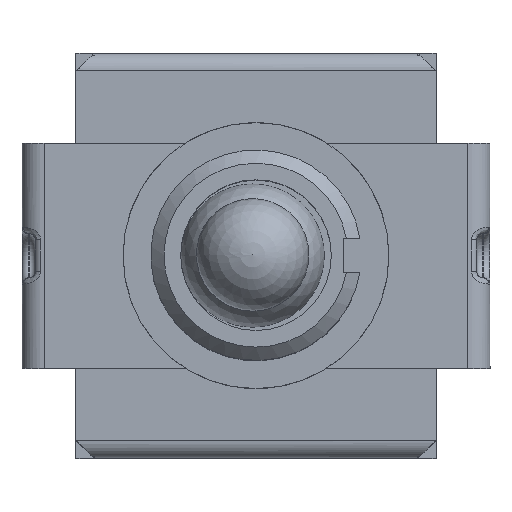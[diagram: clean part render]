
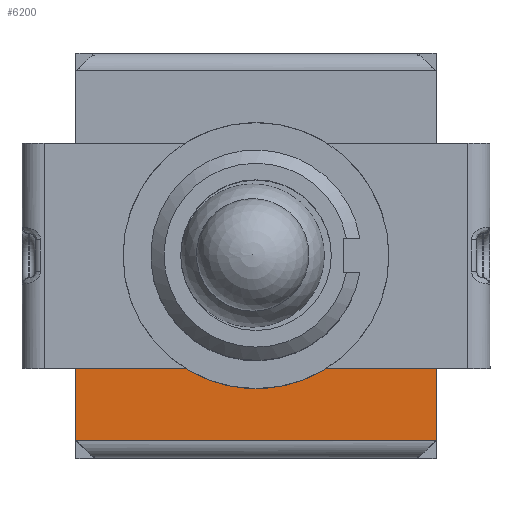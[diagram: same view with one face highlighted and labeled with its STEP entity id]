
A CAD part, top view. The second image highlights one B-rep face of the part: STEP entity #6200.
In plain terms, the highlighted planar face has unit normal (0, 0, 1).
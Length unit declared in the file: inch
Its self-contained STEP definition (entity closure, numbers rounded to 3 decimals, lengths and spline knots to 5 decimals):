
#642=FACE_OUTER_BOUND('',#997,.T.);
#997=EDGE_LOOP('',(#5207,#5208,#5209,#5210,#5211,#5212));
#1309=LINE('',#9796,#1910);
#1576=LINE('',#11658,#2177);
#1578=LINE('',#11664,#2179);
#1581=LINE('',#11669,#2182);
#1582=LINE('',#11671,#2183);
#1583=LINE('',#11672,#2184);
#1910=VECTOR('',#7425,0.3937);
#2177=VECTOR('',#8114,0.3937);
#2179=VECTOR('',#8120,0.3937);
#2182=VECTOR('',#8125,0.3937);
#2183=VECTOR('',#8126,0.3937);
#2184=VECTOR('',#8127,0.3937);
#2392=VERTEX_POINT('',#8567);
#2553=VERTEX_POINT('',#9740);
#2855=VERTEX_POINT('',#11655);
#2856=VERTEX_POINT('',#11657);
#2858=VERTEX_POINT('',#11663);
#2860=VERTEX_POINT('',#11670);
#3251=EDGE_CURVE('',#2392,#2553,#1309,.T.);
#3675=EDGE_CURVE('',#2855,#2856,#1576,.T.);
#3678=EDGE_CURVE('',#2856,#2858,#1578,.T.);
#3681=EDGE_CURVE('',#2858,#2553,#1581,.T.);
#3682=EDGE_CURVE('',#2860,#2855,#1582,.T.);
#3683=EDGE_CURVE('',#2392,#2860,#1583,.T.);
#5207=ORIENTED_EDGE('',*,*,#3251,.T.);
#5208=ORIENTED_EDGE('',*,*,#3681,.F.);
#5209=ORIENTED_EDGE('',*,*,#3678,.F.);
#5210=ORIENTED_EDGE('',*,*,#3675,.F.);
#5211=ORIENTED_EDGE('',*,*,#3682,.F.);
#5212=ORIENTED_EDGE('',*,*,#3683,.F.);
#5862=PLANE('',#6755);
#6200=ADVANCED_FACE('',(#642),#5862,.T.);
#6755=AXIS2_PLACEMENT_3D('',#11668,#8123,#8124);
#7425=DIRECTION('',(-1.,0.,0.));
#8114=DIRECTION('',(-1.,0.,0.));
#8120=DIRECTION('',(-0.707,0.707,0.));
#8123=DIRECTION('center_axis',(0.,0.,
1.));
#8124=DIRECTION('ref_axis',(1.,0.,0.));
#8125=DIRECTION('',(0.,1.,0.));
#8126=DIRECTION('',(-0.707,-0.707,0.));
#8127=DIRECTION('',(0.,-1.,0.));
#8567=CARTESIAN_POINT('',(0.16004,-0.1,0.28858));
#9740=CARTESIAN_POINT('',(-0.16004,-0.1,0.28858));
#9796=CARTESIAN_POINT('',(0.10394,-0.1,0.28858));
#11655=CARTESIAN_POINT('',(0.15965,-0.16417,0.28858));
#11657=CARTESIAN_POINT('',(-0.15965,-0.16417,0.28858));
#11658=CARTESIAN_POINT('',(0.08002,-0.16417,0.28858));
#11663=CARTESIAN_POINT('',(-0.16004,-0.16378,0.28858));
#11664=CARTESIAN_POINT('',(-0.15694,-0.16688,0.28858));
#11668=CARTESIAN_POINT('Origin',(0.,0.,
0.28858));
#11669=CARTESIAN_POINT('',(-0.16004,-0.17992,0.28858));
#11670=CARTESIAN_POINT('',(0.16004,-0.16378,0.28858));
#11671=CARTESIAN_POINT('',(0.15694,-0.16688,0.28858));
#11672=CARTESIAN_POINT('',(0.16004,0.17992,0.28858));
